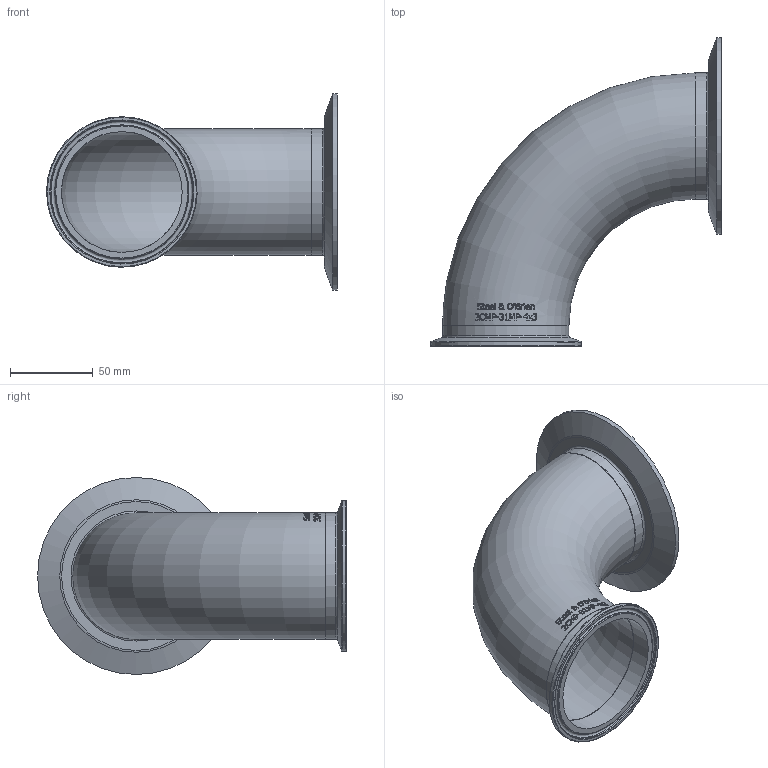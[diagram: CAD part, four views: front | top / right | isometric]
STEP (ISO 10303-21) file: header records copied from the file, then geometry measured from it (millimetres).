
FILE_DESCRIPTION(/* description */ (''),/* implementation_level */ '2;1');
FILE_NAME(/* name */ '2CMP-31MP-4X3.stp',/* time_stamp */ '2022-02-22T17:36:00-05:00',/* author */ ('rick'),/* organization */ (''),/* preprocessor_version */ 'ST-DEVELOPER v18.1',/* originating_system */ 'Autodesk Inventor 2020',/* authorisation */ '');
FILE_SCHEMA (('AUTOMOTIVE_DESIGN { 1 0 10303 214 3 1 1 }'));
Length unit declared in the file: inch
Products named in the file (1): 2CMP-31MP-4X3
Bounding box: 175.62 x 186.46 x 118.92 mm (x, y, z)
Volume: 125619.9 mm3; surface area: 114911.1 mm2
Topology: 1 solids, 1 shells, 470 faces, 1307 edges, 884 vertices
Faces by surface type: bspline 201, plane 201, torus 56, cylinder 6, cone 6
Full cylindrical faces by diameter (mm): 72.898 x2, 76.2 x2, 90.907 x1, 118.923 x1
Entity records: 19547 total; most frequent: CARTESIAN_POINT 9385, ORIENTED_EDGE 2614, EDGE_CURVE 1307, DIRECTION 1177, VERTEX_POINT 884, B_SPLINE_CURVE_WITH_KNOTS 786, EDGE_LOOP 517, FACE_OUTER_BOUND 470
